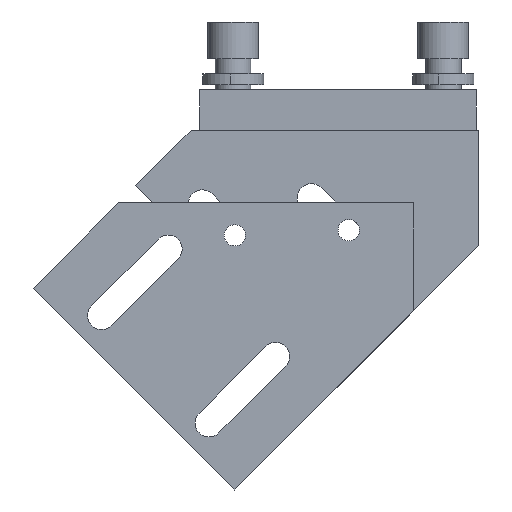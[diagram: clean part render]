
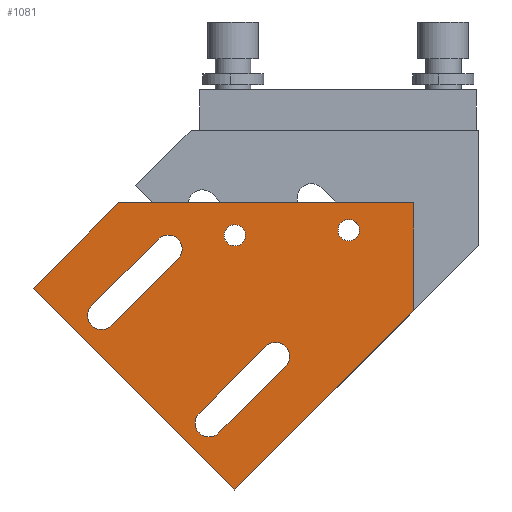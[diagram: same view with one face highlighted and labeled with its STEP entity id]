
A CAD part, front view. The second image highlights one B-rep face of the part: STEP entity #1081.
In plain terms, the highlighted face is planar.
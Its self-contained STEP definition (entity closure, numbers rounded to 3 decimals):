
#36 = DIRECTION ( 'NONE',  ( 0., -1., 0. ) ) ;
#44 = EDGE_LOOP ( 'NONE', ( #3311, #4291, #2575, #2464 ) ) ;
#140 = VERTEX_POINT ( 'NONE', #3141 ) ;
#159 = AXIS2_PLACEMENT_3D ( 'NONE', #4326, #3667, #1980 ) ;
#195 = EDGE_LOOP ( 'NONE', ( #1978, #3554 ) ) ;
#224 = CIRCLE ( 'NONE', #2156, 2.1 ) ;
#264 = CARTESIAN_POINT ( 'NONE',  ( 35.349, 35.4, 0. ) ) ;
#296 = DIRECTION ( 'NONE',  ( 1., 0., 0. ) ) ;
#307 = VERTEX_POINT ( 'NONE', #1970 ) ;
#316 = FACE_BOUND ( 'NONE', #3949, .T. ) ;
#318 = FACE_BOUND ( 'NONE', #44, .T. ) ;
#324 = VERTEX_POINT ( 'NONE', #2944 ) ;
#359 = DIRECTION ( 'NONE',  ( 1., 0., 0. ) ) ;
#536 = PLANE ( 'NONE',  #2625 ) ;
#593 = DIRECTION ( 'NONE',  ( 0., -1., 0. ) ) ;
#607 = EDGE_CURVE ( 'NONE', #1230, #140, #224, .T. ) ;
#661 = CIRCLE ( 'NONE', #3185, 2.75 ) ;
#719 = VECTOR ( 'NONE', #3891, 1000. ) ;
#757 = EDGE_CURVE ( 'NONE', #2949, #892, #3473, .T. ) ;
#807 = LINE ( 'NONE', #2842, #4232 ) ;
#883 = CARTESIAN_POINT ( 'NONE',  ( 0., 0., 0. ) ) ;
#889 = VECTOR ( 'NONE', #593, 1000. ) ;
#892 = VERTEX_POINT ( 'NONE', #2385 ) ;
#927 = LINE ( 'NONE', #2574, #719 ) ;
#939 = LINE ( 'NONE', #2448, #3291 ) ;
#963 = AXIS2_PLACEMENT_3D ( 'NONE', #2060, #1683, #3388 ) ;
#1042 = VERTEX_POINT ( 'NONE', #1858 ) ;
#1081 = ADVANCED_FACE ( 'NONE', ( #3739, #4128, #318, #3852, #316 ), #536, .F. ) ;
#1094 = AXIS2_PLACEMENT_3D ( 'NONE', #4029, #2022, #359 ) ;
#1108 = EDGE_CURVE ( 'NONE', #324, #1849, #807, .T. ) ;
#1177 = DIRECTION ( 'NONE',  ( 1., 0., 0. ) ) ;
#1230 = VERTEX_POINT ( 'NONE', #3830 ) ;
#1240 = AXIS2_PLACEMENT_3D ( 'NONE', #264, #2674, #1677 ) ;
#1284 = AXIS2_PLACEMENT_3D ( 'NONE', #2721, #4389, #3022 ) ;
#1298 = EDGE_CURVE ( 'NONE', #3987, #2949, #3521, .T. ) ;
#1369 = ORIENTED_EDGE ( 'NONE', *, *, #2174, .T. ) ;
#1373 = CARTESIAN_POINT ( 'NONE',  ( 56., 23.8, 0. ) ) ;
#1438 = CIRCLE ( 'NONE', #963, 2.75 ) ;
#1478 = LINE ( 'NONE', #1615, #889 ) ;
#1517 = EDGE_CURVE ( 'NONE', #2954, #4115, #1438, .T. ) ;
#1549 = DIRECTION ( 'NONE',  ( 1., 0., 0. ) ) ;
#1563 = DIRECTION ( 'NONE',  ( 0., -1., 0. ) ) ;
#1577 = EDGE_CURVE ( 'NONE', #3907, #1042, #3793, .T. ) ;
#1600 = VERTEX_POINT ( 'NONE', #4081 ) ;
#1605 = ORIENTED_EDGE ( 'NONE', *, *, #757, .F. ) ;
#1615 = CARTESIAN_POINT ( 'NONE',  ( 39.95, 24.25, 0. ) ) ;
#1677 = DIRECTION ( 'NONE',  ( 1., 0., 0. ) ) ;
#1683 = DIRECTION ( 'NONE',  ( 0., 0., 1. ) ) ;
#1812 = CARTESIAN_POINT ( 'NONE',  ( 42.7, 24.25, 0. ) ) ;
#1832 = DIRECTION ( 'NONE',  ( 0., 0., 1. ) ) ;
#1849 = VERTEX_POINT ( 'NONE', #3975 ) ;
#1858 = CARTESIAN_POINT ( 'NONE',  ( 15.6, 5.75, 0. ) ) ;
#1889 = EDGE_CURVE ( 'NONE', #1600, #2999, #3646, .T. ) ;
#1919 = VERTEX_POINT ( 'NONE', #2678 ) ;
#1933 = CIRCLE ( 'NONE', #1994, 2.1 ) ;
#1970 = CARTESIAN_POINT ( 'NONE',  ( 18.133, 51.931, 0. ) ) ;
#1978 = ORIENTED_EDGE ( 'NONE', *, *, #2812, .T. ) ;
#1980 = DIRECTION ( 'NONE',  ( 1., 0., 0. ) ) ;
#1994 = AXIS2_PLACEMENT_3D ( 'NONE', #3832, #3137, #3860 ) ;
#2022 = DIRECTION ( 'NONE',  ( 0., 0., 1. ) ) ;
#2060 = CARTESIAN_POINT ( 'NONE',  ( 12.85, 24.25, 0. ) ) ;
#2133 = ORIENTED_EDGE ( 'NONE', *, *, #4260, .T. ) ;
#2156 = AXIS2_PLACEMENT_3D ( 'NONE', #2904, #3565, #1549 ) ;
#2157 = DIRECTION ( 'NONE',  ( 0., 0., 1. ) ) ;
#2174 = EDGE_CURVE ( 'NONE', #2410, #324, #3630, .T. ) ;
#2264 = EDGE_CURVE ( 'NONE', #1849, #4285, #661, .T. ) ;
#2326 = ORIENTED_EDGE ( 'NONE', *, *, #2911, .F. ) ;
#2327 = CARTESIAN_POINT ( 'NONE',  ( 15., 64.8, 0. ) ) ;
#2385 = CARTESIAN_POINT ( 'NONE',  ( 56., 0., 0. ) ) ;
#2410 = VERTEX_POINT ( 'NONE', #3738 ) ;
#2435 = EDGE_LOOP ( 'NONE', ( #3169, #2133 ) ) ;
#2448 = CARTESIAN_POINT ( 'NONE',  ( 15.6, 24.25, 0. ) ) ;
#2464 = ORIENTED_EDGE ( 'NONE', *, *, #3299, .T. ) ;
#2466 = CARTESIAN_POINT ( 'NONE',  ( 15.6, 24.25, 0. ) ) ;
#2574 = CARTESIAN_POINT ( 'NONE',  ( 56., 0., 0. ) ) ;
#2575 = ORIENTED_EDGE ( 'NONE', *, *, #1577, .T. ) ;
#2606 = CARTESIAN_POINT ( 'NONE',  ( 0., 0., 0. ) ) ;
#2625 = AXIS2_PLACEMENT_3D ( 'NONE', #883, #1832, #1177 ) ;
#2674 = DIRECTION ( 'NONE',  ( 0., 0., 1. ) ) ;
#2678 = CARTESIAN_POINT ( 'NONE',  ( 22.333, 51.931, 0. ) ) ;
#2721 = CARTESIAN_POINT ( 'NONE',  ( 12.85, 5.75, 0. ) ) ;
#2808 = CARTESIAN_POINT ( 'NONE',  ( 39.95, 24.25, 0. ) ) ;
#2812 = EDGE_CURVE ( 'NONE', #1919, #307, #3305, .T. ) ;
#2823 = DIRECTION ( 'NONE',  ( 1., 0., 0. ) ) ;
#2842 = CARTESIAN_POINT ( 'NONE',  ( 45.45, 24.25, 0. ) ) ;
#2904 = CARTESIAN_POINT ( 'NONE',  ( 35.349, 35.4, 0. ) ) ;
#2911 = EDGE_CURVE ( 'NONE', #2999, #3987, #3843, .T. ) ;
#2915 = CIRCLE ( 'NONE', #1240, 2.1 ) ;
#2944 = CARTESIAN_POINT ( 'NONE',  ( 45.45, 5.75, 0. ) ) ;
#2949 = VERTEX_POINT ( 'NONE', #3057 ) ;
#2954 = VERTEX_POINT ( 'NONE', #2466 ) ;
#2999 = VERTEX_POINT ( 'NONE', #3655 ) ;
#3022 = DIRECTION ( 'NONE',  ( 1., 0., 0. ) ) ;
#3028 = ORIENTED_EDGE ( 'NONE', *, *, #3853, .T. ) ;
#3057 = CARTESIAN_POINT ( 'NONE',  ( 0., 0., 0. ) ) ;
#3137 = DIRECTION ( 'NONE',  ( 0., 0., 1. ) ) ;
#3141 = CARTESIAN_POINT ( 'NONE',  ( 33.249, 35.4, 0. ) ) ;
#3169 = ORIENTED_EDGE ( 'NONE', *, *, #607, .T. ) ;
#3185 = AXIS2_PLACEMENT_3D ( 'NONE', #1812, #2157, #2823 ) ;
#3282 = LINE ( 'NONE', #3669, #4196 ) ;
#3291 = VECTOR ( 'NONE', #3553, 1000. ) ;
#3299 = EDGE_CURVE ( 'NONE', #1042, #2954, #939, .T. ) ;
#3301 = VECTOR ( 'NONE', #3302, 1000. ) ;
#3302 = DIRECTION ( 'NONE',  ( -0.707, -0.707, 0. ) ) ;
#3305 = CIRCLE ( 'NONE', #1094, 2.1 ) ;
#3311 = ORIENTED_EDGE ( 'NONE', *, *, #1517, .T. ) ;
#3314 = CARTESIAN_POINT ( 'NONE',  ( 0., 49.8, 0. ) ) ;
#3361 = ORIENTED_EDGE ( 'NONE', *, *, #2264, .T. ) ;
#3369 = VECTOR ( 'NONE', #296, 1000. ) ;
#3388 = DIRECTION ( 'NONE',  ( 1., 0., 0. ) ) ;
#3473 = LINE ( 'NONE', #2606, #3369 ) ;
#3521 = LINE ( 'NONE', #3844, #3684 ) ;
#3553 = DIRECTION ( 'NONE',  ( 0., 1., 0. ) ) ;
#3554 = ORIENTED_EDGE ( 'NONE', *, *, #4323, .T. ) ;
#3565 = DIRECTION ( 'NONE',  ( 0., 0., 1. ) ) ;
#3602 = CARTESIAN_POINT ( 'NONE',  ( 10.1, 5.75, 0. ) ) ;
#3630 = CIRCLE ( 'NONE', #159, 2.75 ) ;
#3646 = LINE ( 'NONE', #1373, #4355 ) ;
#3655 = CARTESIAN_POINT ( 'NONE',  ( 15., 64.8, 0. ) ) ;
#3667 = DIRECTION ( 'NONE',  ( 0., 0., 1. ) ) ;
#3669 = CARTESIAN_POINT ( 'NONE',  ( 10.1, 24.25, 0. ) ) ;
#3684 = VECTOR ( 'NONE', #1563, 1000. ) ;
#3702 = CARTESIAN_POINT ( 'NONE',  ( 10.1, 24.25, 0. ) ) ;
#3707 = DIRECTION ( 'NONE',  ( -0.707, 0.707, 0. ) ) ;
#3738 = CARTESIAN_POINT ( 'NONE',  ( 39.95, 5.75, 0. ) ) ;
#3739 = FACE_BOUND ( 'NONE', #195, .T. ) ;
#3793 = CIRCLE ( 'NONE', #1284, 2.75 ) ;
#3799 = ORIENTED_EDGE ( 'NONE', *, *, #1298, .F. ) ;
#3807 = EDGE_LOOP ( 'NONE', ( #3799, #2326, #3940, #4369, #1605 ) ) ;
#3830 = CARTESIAN_POINT ( 'NONE',  ( 37.449, 35.4, 0. ) ) ;
#3832 = CARTESIAN_POINT ( 'NONE',  ( 20.233, 51.931, 0. ) ) ;
#3843 = LINE ( 'NONE', #2327, #3301 ) ;
#3844 = CARTESIAN_POINT ( 'NONE',  ( 0., 49.8, 0. ) ) ;
#3849 = DIRECTION ( 'NONE',  ( 0., 1., 0. ) ) ;
#3852 = FACE_OUTER_BOUND ( 'NONE', #3807, .T. ) ;
#3853 = EDGE_CURVE ( 'NONE', #4285, #2410, #1478, .T. ) ;
#3860 = DIRECTION ( 'NONE',  ( 1., 0., 0. ) ) ;
#3891 = DIRECTION ( 'NONE',  ( 0., 1., 0. ) ) ;
#3907 = VERTEX_POINT ( 'NONE', #3602 ) ;
#3940 = ORIENTED_EDGE ( 'NONE', *, *, #1889, .F. ) ;
#3949 = EDGE_LOOP ( 'NONE', ( #3361, #3028, #1369, #4150 ) ) ;
#3975 = CARTESIAN_POINT ( 'NONE',  ( 45.45, 24.25, 0. ) ) ;
#3987 = VERTEX_POINT ( 'NONE', #3314 ) ;
#4029 = CARTESIAN_POINT ( 'NONE',  ( 20.233, 51.931, 0. ) ) ;
#4081 = CARTESIAN_POINT ( 'NONE',  ( 56., 23.8, 0. ) ) ;
#4115 = VERTEX_POINT ( 'NONE', #3702 ) ;
#4128 = FACE_BOUND ( 'NONE', #2435, .T. ) ;
#4147 = EDGE_CURVE ( 'NONE', #892, #1600, #927, .T. ) ;
#4150 = ORIENTED_EDGE ( 'NONE', *, *, #1108, .T. ) ;
#4196 = VECTOR ( 'NONE', #36, 1000. ) ;
#4232 = VECTOR ( 'NONE', #3849, 1000. ) ;
#4260 = EDGE_CURVE ( 'NONE', #140, #1230, #2915, .T. ) ;
#4269 = EDGE_CURVE ( 'NONE', #4115, #3907, #3282, .T. ) ;
#4285 = VERTEX_POINT ( 'NONE', #2808 ) ;
#4291 = ORIENTED_EDGE ( 'NONE', *, *, #4269, .T. ) ;
#4323 = EDGE_CURVE ( 'NONE', #307, #1919, #1933, .T. ) ;
#4326 = CARTESIAN_POINT ( 'NONE',  ( 42.7, 5.75, 0. ) ) ;
#4355 = VECTOR ( 'NONE', #3707, 1000. ) ;
#4369 = ORIENTED_EDGE ( 'NONE', *, *, #4147, .F. ) ;
#4389 = DIRECTION ( 'NONE',  ( 0., 0., 1. ) ) ;
